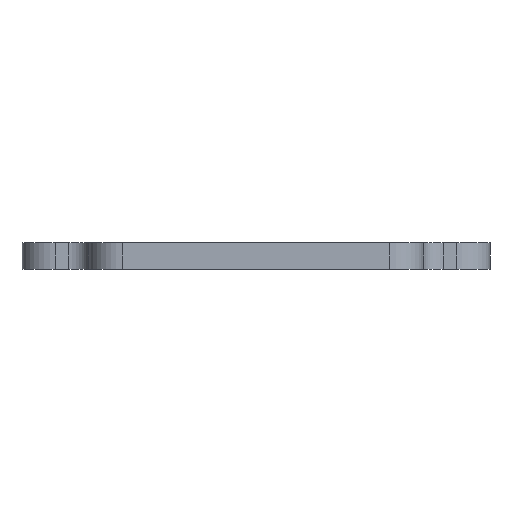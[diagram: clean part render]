
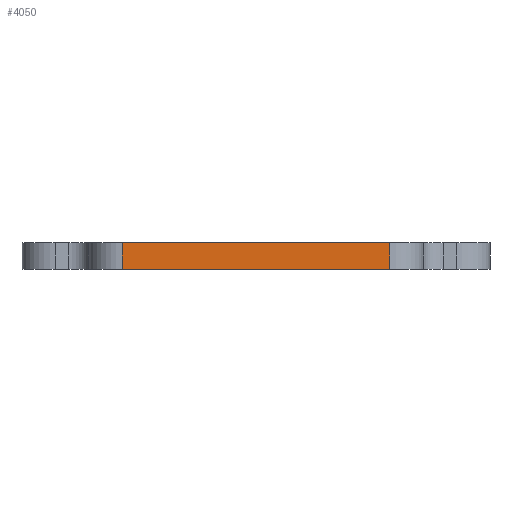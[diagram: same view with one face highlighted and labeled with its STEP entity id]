
A CAD part, front view. The second image highlights one B-rep face of the part: STEP entity #4050.
In plain terms, the highlighted planar face has unit normal (0, -1, 0).
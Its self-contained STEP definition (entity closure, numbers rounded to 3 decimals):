
#50 = EDGE_CURVE ( 'NONE', #839, #1518, #1901, .T. ) ;
#162 = AXIS2_PLACEMENT_3D ( 'NONE', #3884, #3867, #3854 ) ;
#221 = VECTOR ( 'NONE', #3509, 1000. ) ;
#489 = VERTEX_POINT ( 'NONE', #5047 ) ;
#576 = ORIENTED_EDGE ( 'NONE', *, *, #50, .T. ) ;
#839 = VERTEX_POINT ( 'NONE', #4316 ) ;
#900 = CARTESIAN_POINT ( 'NONE',  ( -20., -35., 0. ) ) ;
#1320 = EDGE_CURVE ( 'NONE', #3808, #839, #3028, .T. ) ;
#1439 = DIRECTION ( 'NONE',  ( 0., 0., 1. ) ) ;
#1441 = LINE ( 'NONE', #3083, #221 ) ;
#1467 = CARTESIAN_POINT ( 'NONE',  ( 20., -35., 4. ) ) ;
#1518 = VERTEX_POINT ( 'NONE', #2709 ) ;
#1538 = EDGE_CURVE ( 'NONE', #489, #3808, #4768, .T. ) ;
#1901 = LINE ( 'NONE', #1467, #2916 ) ;
#2284 = EDGE_LOOP ( 'NONE', ( #2576, #576, #5068, #4594 ) ) ;
#2575 = DIRECTION ( 'NONE',  ( 0., 0., -1. ) ) ;
#2576 = ORIENTED_EDGE ( 'NONE', *, *, #1320, .T. ) ;
#2632 = CARTESIAN_POINT ( 'NONE',  ( -20., -35., 4. ) ) ;
#2709 = CARTESIAN_POINT ( 'NONE',  ( 20., -35., 4. ) ) ;
#2916 = VECTOR ( 'NONE', #1439, 1000. ) ;
#2943 = VECTOR ( 'NONE', #3164, 1000. ) ;
#3028 = LINE ( 'NONE', #3185, #2943 ) ;
#3083 = CARTESIAN_POINT ( 'NONE',  ( 35., -35., 4. ) ) ;
#3162 = FACE_OUTER_BOUND ( 'NONE', #2284, .T. ) ;
#3164 = DIRECTION ( 'NONE',  ( 1., 0., 0. ) ) ;
#3185 = CARTESIAN_POINT ( 'NONE',  ( 35., -35., 0. ) ) ;
#3509 = DIRECTION ( 'NONE',  ( 1., 0., 0. ) ) ;
#3808 = VERTEX_POINT ( 'NONE', #900 ) ;
#3854 = DIRECTION ( 'NONE',  ( 0., 0., 1. ) ) ;
#3867 = DIRECTION ( 'NONE',  ( 0., 1., 0. ) ) ;
#3884 = CARTESIAN_POINT ( 'NONE',  ( 35., -35., 4. ) ) ;
#3890 = PLANE ( 'NONE',  #162 ) ;
#4050 = ADVANCED_FACE ( 'NONE', ( #3162 ), #3890, .F. ) ;
#4316 = CARTESIAN_POINT ( 'NONE',  ( 20., -35., 0. ) ) ;
#4438 = EDGE_CURVE ( 'NONE', #489, #1518, #1441, .T. ) ;
#4594 = ORIENTED_EDGE ( 'NONE', *, *, #1538, .T. ) ;
#4768 = LINE ( 'NONE', #2632, #4822 ) ;
#4822 = VECTOR ( 'NONE', #2575, 1000. ) ;
#5047 = CARTESIAN_POINT ( 'NONE',  ( -20., -35., 4. ) ) ;
#5068 = ORIENTED_EDGE ( 'NONE', *, *, #4438, .F. ) ;
